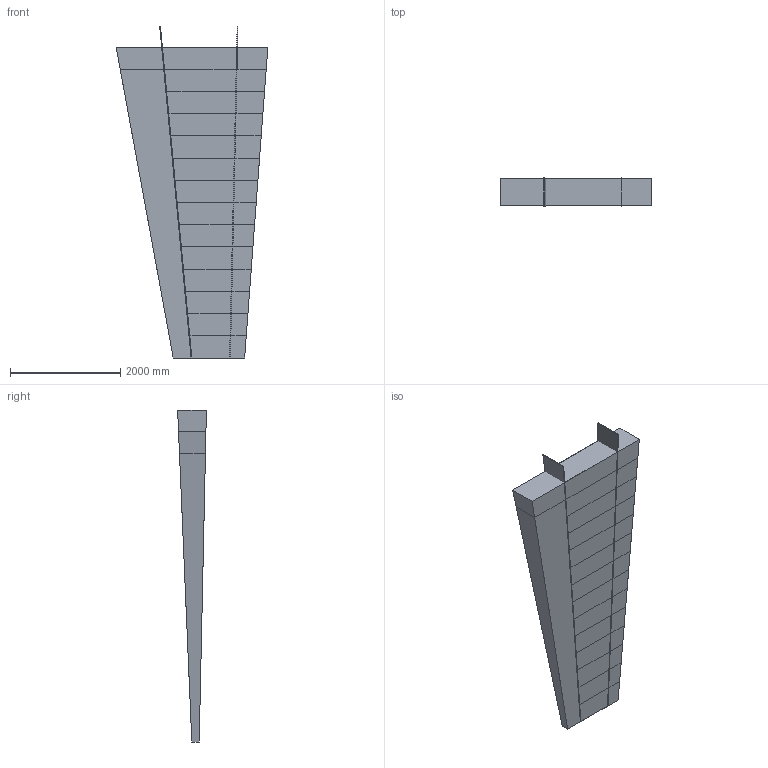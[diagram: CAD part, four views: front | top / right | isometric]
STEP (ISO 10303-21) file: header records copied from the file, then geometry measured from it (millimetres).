
FILE_DESCRIPTION(/* description */ ('STEP AP242','CAx-IF Rec.Pracs.---Representation and Presentation of Product Manufacturing Information (PMI)---4.0---2014-10-13','CAx-IF Rec.Pracs.---3D Tessellated Geometry---0.4---2014-09-14','2;1'),/* implementation_level */ '2;1');
FILE_NAME(/* name */ '66678c321e740f0e61194272',/* time_stamp */ '2024-06-10T23:28:51Z',/* author */ (''),/* organization */ (''),/* preprocessor_version */ 'ST-DEVELOPER v20',/* originating_system */ ' ',/* authorisation */ ' ');
FILE_SCHEMA (('AP242_MANAGED_MODEL_BASED_3D_ENGINEERING_MIM_LF { 1 0 10303 442 1 1 4 }'));
Length unit declared in the file: millimetre
Products named in the file (51): Surface 36; Surface 34; Surface 35; Curve 13; Surface 33; Surface 32; Curve 12; Surface 31; Surface 30; Curve 11; Surface 29; Surface 28; Curve 10; Surface 27; Surface 26; Curve 9; Surface 25; Surface 24; Curve 8; Surface 23; Surface 22; Curve 7; Surface 21; Surface 20; Curve 6; Surface 19; Surface 18; Curve 5; Surface 17; Surface 16; Curve 4; Surface 15; Surface 14; Curve 3; Surface 13; Surface 12; Curve 2; Surface 11; Surface 10; Curve 1 ...
Bounding box: 2752 x 521.71 x 6024.9 mm (x, y, z)
Volume: 55331730.2 mm3; surface area: 75366887.4 mm2
Topology: 2 solids, 38 shells, 59 faces, 256 edges, 288 vertices
Faces by surface type: plane 59
Entity records: 4595 total; most frequent: CARTESIAN_POINT 550, DIRECTION 476, LINE 256, VECTOR 256, ORIENTED_EDGE 244, EDGE_CURVE 204, VERTEX_POINT 184, PRESENTATION_STYLE_ASSIGNMENT 178
